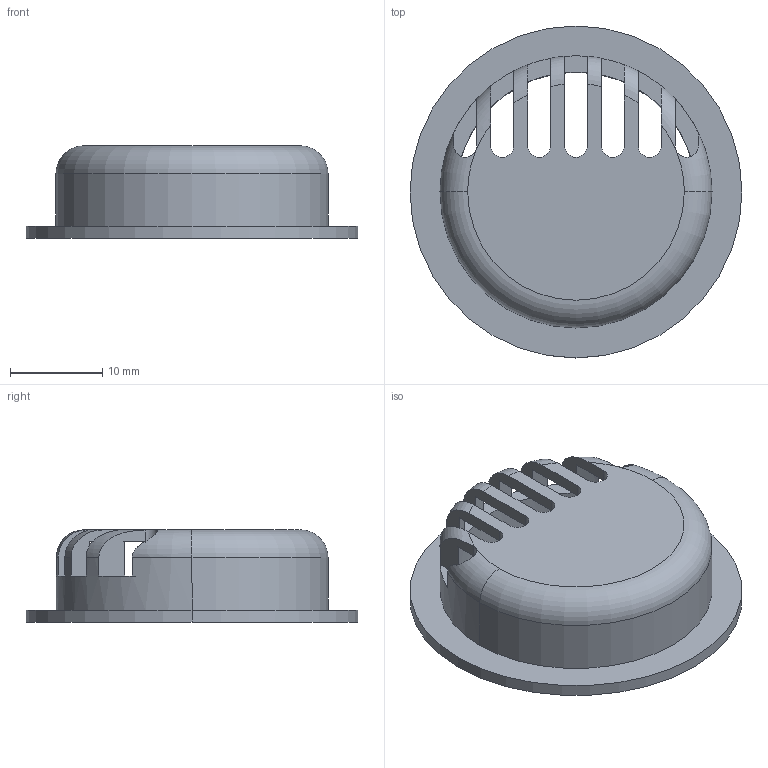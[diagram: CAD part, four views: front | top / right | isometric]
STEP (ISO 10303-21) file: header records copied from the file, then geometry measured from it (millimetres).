
FILE_DESCRIPTION (( 'STEP AP214' ), '1' );
FILE_NAME ('Valve Guard.STEP', '2020-04-05T11:57:53', ( '' ), ( '' ), 'SwSTEP 2.0', 'SolidWorks 2018', '' );
FILE_SCHEMA (( 'AUTOMOTIVE_DESIGN' ));
Length unit declared in the file: millimetre
Products named in the file (1): Valve Guard
Bounding box: 36 x 36 x 10 mm (x, y, z)
Volume: 2253.2 mm3; surface area: 3583.8 mm2
Topology: 1 solids, 1 shells, 53 faces, 179 edges, 118 vertices
Faces by surface type: plane 27, cylinder 17, torus 9
Entity records: 2254 total; most frequent: CARTESIAN_POINT 605, ORIENTED_EDGE 358, DIRECTION 342, EDGE_CURVE 179, AXIS2_PLACEMENT_3D 127, VERTEX_POINT 118, LINE 88, VECTOR 88
